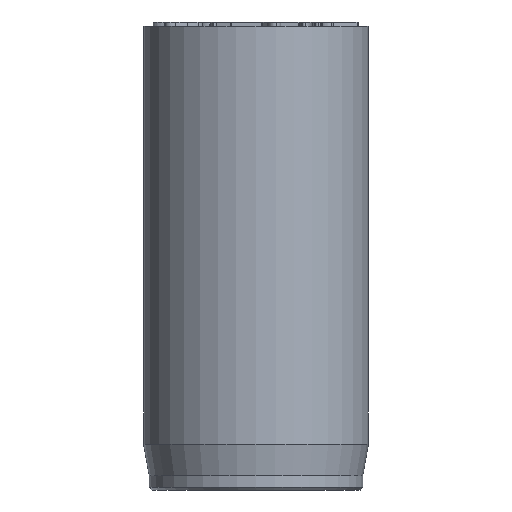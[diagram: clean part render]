
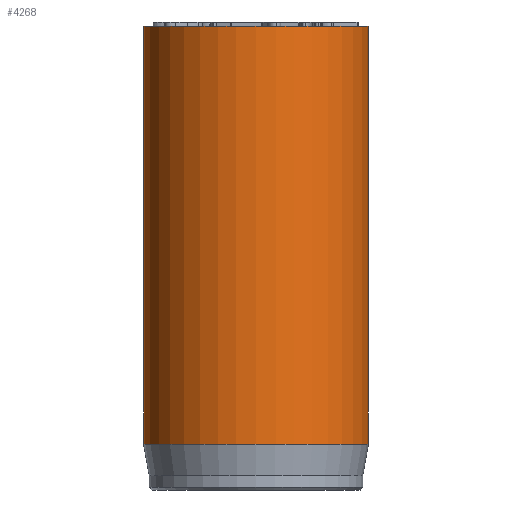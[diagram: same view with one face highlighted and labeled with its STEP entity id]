
A CAD part, front view. The second image highlights one B-rep face of the part: STEP entity #4268.
In plain terms, the highlighted cylindrical face has radius 8 mm (diameter 16 mm), a full revolution.
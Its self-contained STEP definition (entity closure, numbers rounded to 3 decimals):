
#32=CYLINDRICAL_SURFACE('',#4438,8.);
#46=CIRCLE('',#4405,8.);
#62=CIRCLE('',#4436,8.);
#63=CIRCLE('',#4437,8.);
#389=FACE_OUTER_BOUND('',#643,.T.);
#643=EDGE_LOOP('',(#3803,#3804,#3805,#3806,#3807));
#953=LINE('',#8112,#1271);
#1271=VECTOR('',#4947,8.);
#1959=VERTEX_POINT('',#8051);
#1975=VERTEX_POINT('',#8106);
#1976=VERTEX_POINT('',#8107);
#2566=EDGE_CURVE('',#1959,#1959,#46,.T.);
#2590=EDGE_CURVE('',#1975,#1976,#62,.T.);
#2591=EDGE_CURVE('',#1976,#1975,#63,.T.);
#2593=EDGE_CURVE('',#1959,#1975,#953,.T.);
#3803=ORIENTED_EDGE('',*,*,#2566,.T.);
#3804=ORIENTED_EDGE('',*,*,#2593,.T.);
#3805=ORIENTED_EDGE('',*,*,#2590,.T.);
#3806=ORIENTED_EDGE('',*,*,#2591,.T.);
#3807=ORIENTED_EDGE('',*,*,#2593,.F.);
#4268=ADVANCED_FACE('',(#389),#32,.T.);
#4405=AXIS2_PLACEMENT_3D('',#8052,#4870,#4871);
#4436=AXIS2_PLACEMENT_3D('',#8108,#4940,#4941);
#4437=AXIS2_PLACEMENT_3D('',#8109,#4942,#4943);
#4438=AXIS2_PLACEMENT_3D('',#8111,#4945,#4946);
#4870=DIRECTION('center_axis',(0.,0.,-1.));
#4871=DIRECTION('ref_axis',(-1.,0.,0.));
#4940=DIRECTION('center_axis',(0.,0.,1.));
#4941=DIRECTION('ref_axis',(-1.,0.,0.));
#4942=DIRECTION('center_axis',(0.,0.,1.));
#4943=DIRECTION('ref_axis',(-1.,0.,0.));
#4945=DIRECTION('center_axis',(0.,0.,1.));
#4946=DIRECTION('ref_axis',(-1.,0.,0.));
#4947=DIRECTION('',(0.,0.,-1.));
#8051=CARTESIAN_POINT('',(8.,0.,33.));
#8052=CARTESIAN_POINT('Origin',(0.,0.,33.));
#8106=CARTESIAN_POINT('',(8.,0.,3.269));
#8107=CARTESIAN_POINT('',(-8.,0.,3.269));
#8108=CARTESIAN_POINT('Origin',(0.,0.,3.269));
#8109=CARTESIAN_POINT('Origin',(0.,0.,3.269));
#8111=CARTESIAN_POINT('Origin',(0.,0.,0.));
#8112=CARTESIAN_POINT('',(8.,0.,0.));
